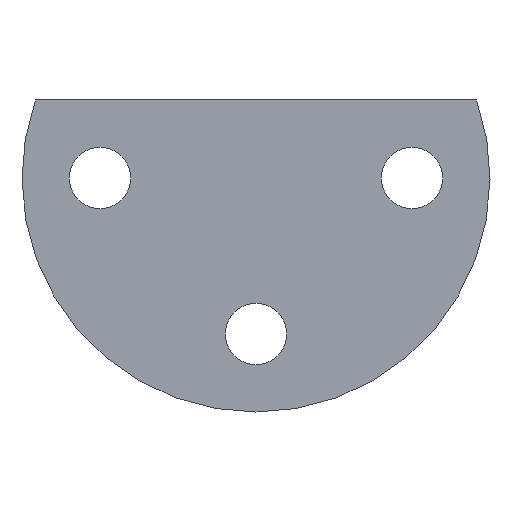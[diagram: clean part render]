
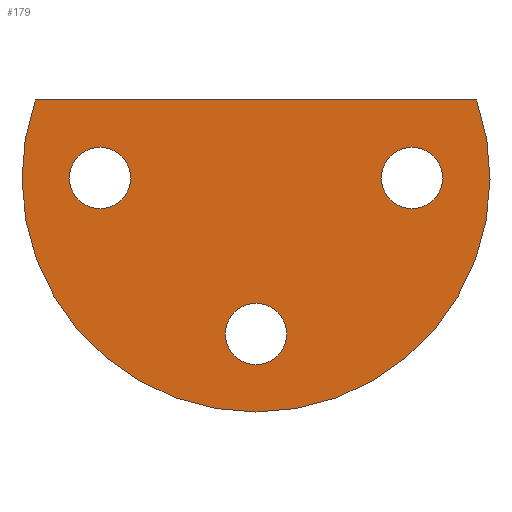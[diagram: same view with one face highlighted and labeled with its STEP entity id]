
A CAD part, left-side view. The second image highlights one B-rep face of the part: STEP entity #179.
In plain terms, the highlighted planar face has unit normal (-1, 0, 0).
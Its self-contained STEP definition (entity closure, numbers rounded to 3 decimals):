
#179 = ADVANCED_FACE( '', ( #379, #380, #381, #382 ), #383, .F. );
#379 = FACE_OUTER_BOUND( '', #636, .T. );
#380 = FACE_BOUND( '', #637, .T. );
#381 = FACE_BOUND( '', #638, .T. );
#382 = FACE_BOUND( '', #639, .T. );
#383 = PLANE( '', #640 );
#636 = EDGE_LOOP( '', ( #924, #925 ) );
#637 = EDGE_LOOP( '', ( #926 ) );
#638 = EDGE_LOOP( '', ( #927 ) );
#639 = EDGE_LOOP( '', ( #928 ) );
#640 = AXIS2_PLACEMENT_3D( '', #929, #930, #931 );
#924 = ORIENTED_EDGE( '', *, *, #1458, .F. );
#925 = ORIENTED_EDGE( '', *, *, #1459, .T. );
#926 = ORIENTED_EDGE( '', *, *, #1453, .F. );
#927 = ORIENTED_EDGE( '', *, *, #1460, .T. );
#928 = ORIENTED_EDGE( '', *, *, #1461, .F. );
#929 = CARTESIAN_POINT( '', ( 0., 0., 0. ) );
#930 = DIRECTION( '', ( 1., 0., 0. ) );
#931 = DIRECTION( '', ( 0., 0., -1. ) );
#1453 = EDGE_CURVE( '', #1696, #1696, #1697, .F. );
#1458 = EDGE_CURVE( '', #1703, #1704, #1705, .T. );
#1459 = EDGE_CURVE( '', #1703, #1704, #1706, .T. );
#1460 = EDGE_CURVE( '', #1707, #1707, #1708, .T. );
#1461 = EDGE_CURVE( '', #1709, #1709, #1710, .T. );
#1696 = VERTEX_POINT( '', #2047 );
#1697 = CIRCLE( '', #2048, 2.75 );
#1703 = VERTEX_POINT( '', #2066 );
#1704 = VERTEX_POINT( '', #2067 );
#1705 = CIRCLE( '', #2068, 21. );
#1706 = LINE( '', #2069, #2070 );
#1707 = VERTEX_POINT( '', #2071 );
#1708 = CIRCLE( '', #2072, 2.75 );
#1709 = VERTEX_POINT( '', #2073 );
#1710 = CIRCLE( '', #2074, 2.75 );
#2047 = CARTESIAN_POINT( '', ( 0., 14., -2.75 ) );
#2048 = AXIS2_PLACEMENT_3D( '', #2569, #2570, #2571 );
#2066 = CARTESIAN_POINT( '', ( 0., -19.799, 7. ) );
#2067 = CARTESIAN_POINT( '', ( 0., 19.799, 7. ) );
#2068 = AXIS2_PLACEMENT_3D( '', #2572, #2573, #2574 );
#2069 = CARTESIAN_POINT( '', ( 0., -23., 7. ) );
#2070 = VECTOR( '', #2575, 1000. );
#2071 = CARTESIAN_POINT( '', ( 0., 0., -16.75 ) );
#2072 = AXIS2_PLACEMENT_3D( '', #2576, #2577, #2578 );
#2073 = CARTESIAN_POINT( '', ( 0., -14., 2.75 ) );
#2074 = AXIS2_PLACEMENT_3D( '', #2579, #2580, #2581 );
#2569 = CARTESIAN_POINT( '', ( 0., 14., 0. ) );
#2570 = DIRECTION( '', ( 1., 0., 0. ) );
#2571 = DIRECTION( '', ( 0., 0., -1. ) );
#2572 = CARTESIAN_POINT( '', ( 0., 0., 0. ) );
#2573 = DIRECTION( '', ( 1., 0., 0. ) );
#2574 = DIRECTION( '', ( 0., 0., -1. ) );
#2575 = DIRECTION( '', ( 0., 1., 0. ) );
#2576 = CARTESIAN_POINT( '', ( 0., 0., -14. ) );
#2577 = DIRECTION( '', ( 1., 0., 0. ) );
#2578 = DIRECTION( '', ( 0., 0., -1. ) );
#2579 = CARTESIAN_POINT( '', ( 0., -14., 0. ) );
#2580 = DIRECTION( '', ( -1., 0., 0. ) );
#2581 = DIRECTION( '', ( 0., 0., 1. ) );
